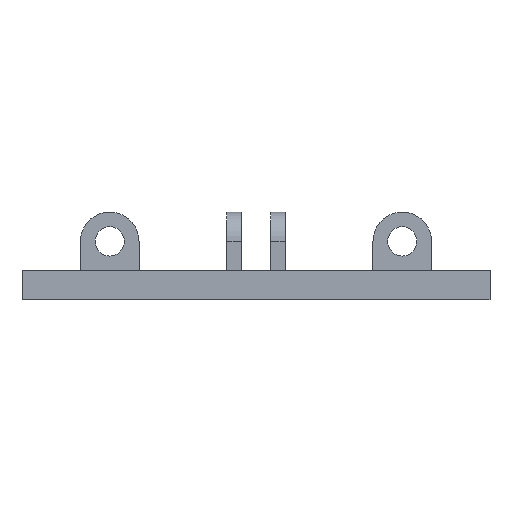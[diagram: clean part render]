
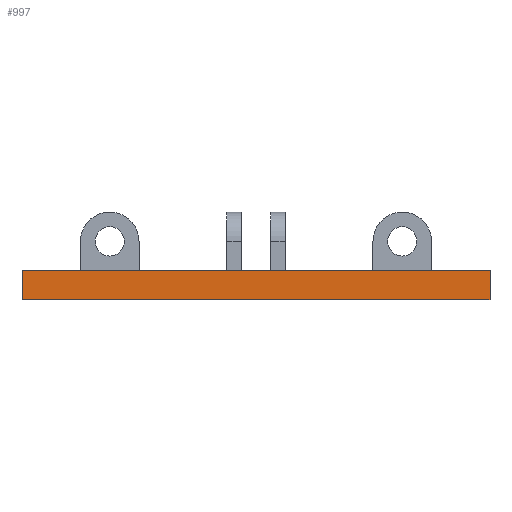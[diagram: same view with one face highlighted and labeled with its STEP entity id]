
A CAD part, front view. The second image highlights one B-rep face of the part: STEP entity #997.
In plain terms, the highlighted planar face has unit normal (0, -1, 0).
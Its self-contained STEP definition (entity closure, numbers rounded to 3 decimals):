
#111 = DIRECTION ( 'NONE',  ( 1., 0., 0. ) ) ;
#121 = ORIENTED_EDGE ( 'NONE', *, *, #2147, .F. ) ;
#289 = CARTESIAN_POINT ( 'NONE',  ( -128., -60.7, -265.445 ) ) ;
#291 = LINE ( 'NONE', #289, #1140 ) ;
#327 = ORIENTED_EDGE ( 'NONE', *, *, #2029, .F. ) ;
#332 = EDGE_CURVE ( 'NONE', #1202, #1724, #377, .T. ) ;
#333 = VERTEX_POINT ( 'NONE', #609 ) ;
#359 = ORIENTED_EDGE ( 'NONE', *, *, #332, .T. ) ;
#377 = LINE ( 'NONE', #1444, #1877 ) ;
#402 = EDGE_CURVE ( 'NONE', #1724, #1106, #1593, .T. ) ;
#442 = AXIS2_PLACEMENT_3D ( 'NONE', #1982, #2155, #1488 ) ;
#453 = CARTESIAN_POINT ( 'NONE',  ( -128., -60.7, 7.335 ) ) ;
#547 = FACE_OUTER_BOUND ( 'NONE', #1787, .T. ) ;
#609 = CARTESIAN_POINT ( 'NONE',  ( -128., -60.7, 7.335 ) ) ;
#635 = DIRECTION ( 'NONE',  ( 0., 0., 1. ) ) ;
#682 = PLANE ( 'NONE',  #442 ) ;
#957 = VECTOR ( 'NONE', #1929, 1000. ) ;
#997 = ADVANCED_FACE ( 'NONE', ( #547 ), #682, .T. ) ;
#1023 = ORIENTED_EDGE ( 'NONE', *, *, #402, .T. ) ;
#1069 = VECTOR ( 'NONE', #1121, 1000. ) ;
#1106 = VERTEX_POINT ( 'NONE', #1358 ) ;
#1116 = CARTESIAN_POINT ( 'NONE',  ( 128., -60.7, -265.445 ) ) ;
#1121 = DIRECTION ( 'NONE',  ( 0., 0., 1. ) ) ;
#1140 = VECTOR ( 'NONE', #635, 1000. ) ;
#1202 = VERTEX_POINT ( 'NONE', #1557 ) ;
#1358 = CARTESIAN_POINT ( 'NONE',  ( 128., -60.7, 7.335 ) ) ;
#1406 = LINE ( 'NONE', #453, #957 ) ;
#1444 = CARTESIAN_POINT ( 'NONE',  ( -128., -60.7, -8.665 ) ) ;
#1488 = DIRECTION ( 'NONE',  ( 0., 0., -1. ) ) ;
#1557 = CARTESIAN_POINT ( 'NONE',  ( -128., -60.7, -8.665 ) ) ;
#1593 = LINE ( 'NONE', #1116, #1069 ) ;
#1724 = VERTEX_POINT ( 'NONE', #2019 ) ;
#1787 = EDGE_LOOP ( 'NONE', ( #121, #359, #1023, #327 ) ) ;
#1877 = VECTOR ( 'NONE', #111, 1000. ) ;
#1929 = DIRECTION ( 'NONE',  ( 1., 0., 0. ) ) ;
#1982 = CARTESIAN_POINT ( 'NONE',  ( -128., -60.7, -265.445 ) ) ;
#2019 = CARTESIAN_POINT ( 'NONE',  ( 128., -60.7, -8.665 ) ) ;
#2029 = EDGE_CURVE ( 'NONE', #333, #1106, #1406, .T. ) ;
#2147 = EDGE_CURVE ( 'NONE', #1202, #333, #291, .T. ) ;
#2155 = DIRECTION ( 'NONE',  ( 0., -1., 0. ) ) ;
